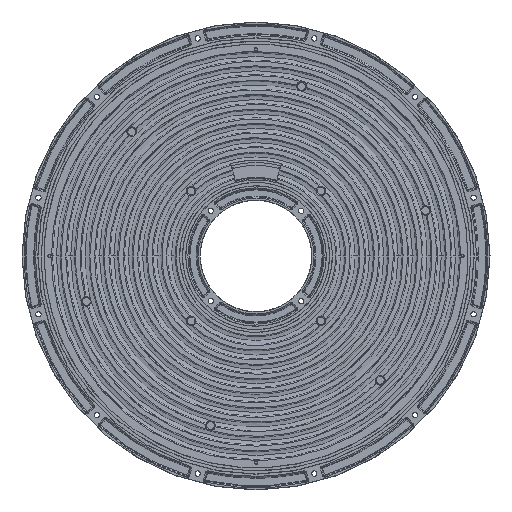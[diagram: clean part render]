
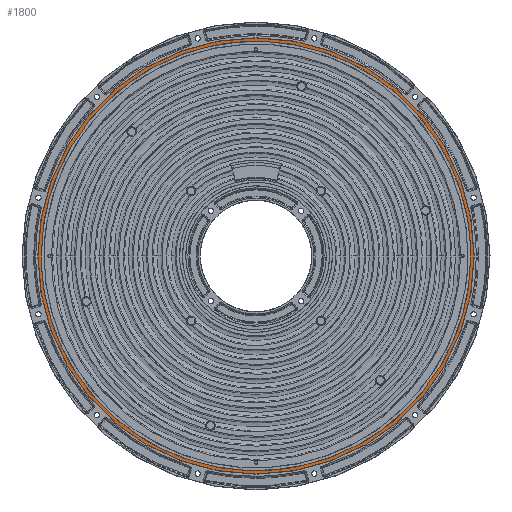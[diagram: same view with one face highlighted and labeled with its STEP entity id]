
A CAD part, top view. The second image highlights one B-rep face of the part: STEP entity #1800.
In plain terms, the highlighted planar face has unit normal (0, 0, 1).
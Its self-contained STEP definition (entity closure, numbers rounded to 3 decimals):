
#1060 = AXIS2_PLACEMENT_3D ( 'NONE', #23545, #44466, #65402 ) ;
#1800 = ADVANCED_FACE ( 'NONE', ( #13697, #34572 ), #55503, .F. ) ;
#2151 = AXIS2_PLACEMENT_3D ( 'NONE', #14867, #35761, #56688 ) ;
#2154 = EDGE_CURVE ( 'NONE', #47715, #27710, #9819, .T. ) ;
#3060 = VERTEX_POINT ( 'NONE', #31033 ) ;
#7034 = DIRECTION ( 'NONE',  ( -1., 0., 0. ) ) ;
#8545 = CARTESIAN_POINT ( 'NONE',  ( 0., 136.5, -2.5 ) ) ;
#9819 = CIRCLE ( 'NONE', #1060, 136.5 ) ;
#13548 = EDGE_LOOP ( 'NONE', ( #42729, #51704 ) ) ;
#13697 = FACE_BOUND ( 'NONE', #13548, .T. ) ;
#14457 = AXIS2_PLACEMENT_3D ( 'NONE', #19483, #40381, #61308 ) ;
#14867 = CARTESIAN_POINT ( 'NONE',  ( 0., 0., -2.5 ) ) ;
#15610 = AXIS2_PLACEMENT_3D ( 'NONE', #17322, #53994, #7034 ) ;
#17322 = CARTESIAN_POINT ( 'NONE',  ( 0., 0., -2.5 ) ) ;
#19483 = CARTESIAN_POINT ( 'NONE',  ( 0., 0., -2.5 ) ) ;
#21685 = CARTESIAN_POINT ( 'NONE',  ( 136.5, 0., -2.5 ) ) ;
#23545 = CARTESIAN_POINT ( 'NONE',  ( 0., 0., -2.5 ) ) ;
#27710 = VERTEX_POINT ( 'NONE', #21685 ) ;
#29271 = CARTESIAN_POINT ( 'NONE',  ( -136.5, 0., -2.5 ) ) ;
#29414 = DIRECTION ( 'NONE',  ( 0., 0., -1. ) ) ;
#30517 = CARTESIAN_POINT ( 'NONE',  ( 134.5, 0., -2.5 ) ) ;
#31033 = CARTESIAN_POINT ( 'NONE',  ( -134.5, 0., -2.5 ) ) ;
#31696 = CIRCLE ( 'NONE', #2151, 136.5 ) ;
#34410 = ORIENTED_EDGE ( 'NONE', *, *, #37496, .T. ) ;
#34572 = FACE_OUTER_BOUND ( 'NONE', #58311, .T. ) ;
#35230 = CIRCLE ( 'NONE', #14457, 134.5 ) ;
#35761 = DIRECTION ( 'NONE',  ( 0., 0., 1. ) ) ;
#37496 = EDGE_CURVE ( 'NONE', #27710, #47715, #31696, .T. ) ;
#38099 = VERTEX_POINT ( 'NONE', #30517 ) ;
#40381 = DIRECTION ( 'NONE',  ( 0., 0., 1. ) ) ;
#42015 = AXIS2_PLACEMENT_3D ( 'NONE', #8545, #29414, #50369 ) ;
#42729 = ORIENTED_EDGE ( 'NONE', *, *, #57335, .F. ) ;
#44466 = DIRECTION ( 'NONE',  ( 0., 0., 1. ) ) ;
#45174 = CIRCLE ( 'NONE', #15610, 134.5 ) ;
#47715 = VERTEX_POINT ( 'NONE', #29271 ) ;
#50369 = DIRECTION ( 'NONE',  ( -1., 0., 0. ) ) ;
#51664 = EDGE_CURVE ( 'NONE', #38099, #3060, #35230, .T. ) ;
#51704 = ORIENTED_EDGE ( 'NONE', *, *, #51664, .F. ) ;
#53994 = DIRECTION ( 'NONE',  ( 0., 0., 1. ) ) ;
#55503 = PLANE ( 'NONE',  #42015 ) ;
#56688 = DIRECTION ( 'NONE',  ( 1., 0., 0. ) ) ;
#57335 = EDGE_CURVE ( 'NONE', #3060, #38099, #45174, .T. ) ;
#58311 = EDGE_LOOP ( 'NONE', ( #34410, #58907 ) ) ;
#58907 = ORIENTED_EDGE ( 'NONE', *, *, #2154, .T. ) ;
#61308 = DIRECTION ( 'NONE',  ( -1., 0., 0. ) ) ;
#65402 = DIRECTION ( 'NONE',  ( 1., 0., 0. ) ) ;
